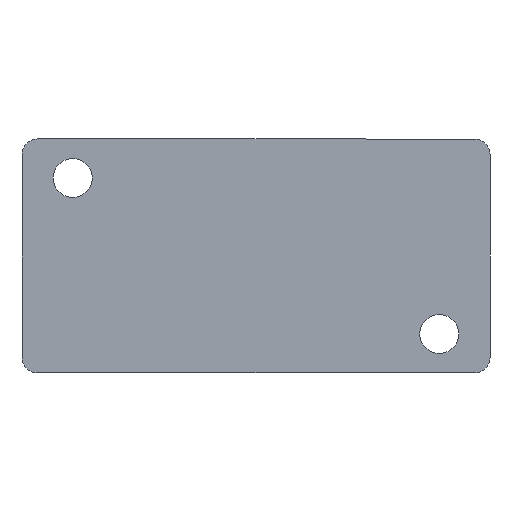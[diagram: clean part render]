
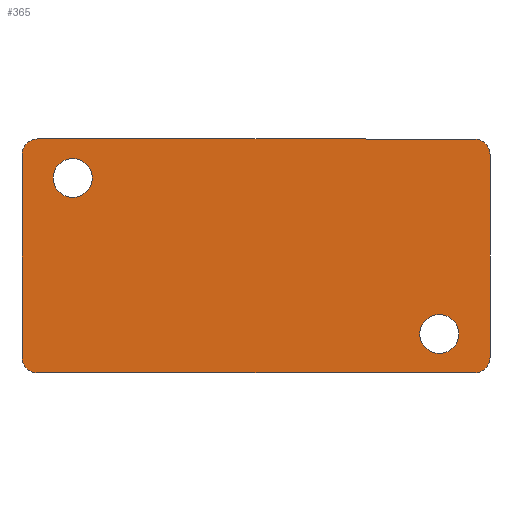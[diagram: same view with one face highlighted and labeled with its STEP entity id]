
A CAD part, left-side view. The second image highlights one B-rep face of the part: STEP entity #365.
In plain terms, the highlighted planar face has unit normal (-1, 0, 0).
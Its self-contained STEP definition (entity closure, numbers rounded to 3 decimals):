
#15 = ORIENTED_EDGE ( 'NONE', *, *, #98, .T. ) ;
#20 = DIRECTION ( 'NONE',  ( 1., 0., 0. ) ) ;
#26 = AXIS2_PLACEMENT_3D ( 'NONE', #558, #515, #92 ) ;
#27 = CARTESIAN_POINT ( 'NONE',  ( 0., -28., -13. ) ) ;
#29 = AXIS2_PLACEMENT_3D ( 'NONE', #73, #465, #182 ) ;
#39 = VERTEX_POINT ( 'NONE', #123 ) ;
#41 = DIRECTION ( 'NONE',  ( 1., 0., 0. ) ) ;
#55 = CIRCLE ( 'NONE', #461, 2. ) ;
#56 = CARTESIAN_POINT ( 'NONE',  ( 0., -30., -13. ) ) ;
#58 = CARTESIAN_POINT ( 'NONE',  ( 0., -23.5, -12.5 ) ) ;
#73 = CARTESIAN_POINT ( 'NONE',  ( 0., -28., 13. ) ) ;
#79 = ORIENTED_EDGE ( 'NONE', *, *, #90, .F. ) ;
#83 = EDGE_LOOP ( 'NONE', ( #254, #120, #319, #348, #416, #79, #373, #519 ) ) ;
#87 = AXIS2_PLACEMENT_3D ( 'NONE', #358, #579, #102 ) ;
#90 = EDGE_CURVE ( 'NONE', #246, #367, #183, .T. ) ;
#92 = DIRECTION ( 'NONE',  ( 0., 0., -1. ) ) ;
#98 = EDGE_CURVE ( 'NONE', #194, #174, #203, .T. ) ;
#102 = DIRECTION ( 'NONE',  ( 0., 0., -1. ) ) ;
#108 = ORIENTED_EDGE ( 'NONE', *, *, #380, .T. ) ;
#120 = ORIENTED_EDGE ( 'NONE', *, *, #487, .F. ) ;
#123 = CARTESIAN_POINT ( 'NONE',  ( 0., 23.5, 12.5 ) ) ;
#124 = VECTOR ( 'NONE', #475, 1000. ) ;
#129 = CARTESIAN_POINT ( 'NONE',  ( 0., -30., 13. ) ) ;
#130 = EDGE_LOOP ( 'NONE', ( #108, #262 ) ) ;
#143 = CARTESIAN_POINT ( 'NONE',  ( 0., 28., -15. ) ) ;
#149 = DIRECTION ( 'NONE',  ( 1., 0., 0. ) ) ;
#150 = EDGE_CURVE ( 'NONE', #581, #405, #333, .T. ) ;
#152 = CARTESIAN_POINT ( 'NONE',  ( 0., 28., -15. ) ) ;
#164 = LINE ( 'NONE', #467, #260 ) ;
#166 = VERTEX_POINT ( 'NONE', #56 ) ;
#167 = AXIS2_PLACEMENT_3D ( 'NONE', #306, #41, #410 ) ;
#173 = CARTESIAN_POINT ( 'NONE',  ( 0., 30., 13. ) ) ;
#174 = VERTEX_POINT ( 'NONE', #58 ) ;
#177 = CARTESIAN_POINT ( 'NONE',  ( 0., 28., -13. ) ) ;
#182 = DIRECTION ( 'NONE',  ( 0., 0., -1. ) ) ;
#183 = LINE ( 'NONE', #143, #124 ) ;
#192 = CIRCLE ( 'NONE', #437, 2. ) ;
#194 = VERTEX_POINT ( 'NONE', #375 ) ;
#197 = EDGE_CURVE ( 'NONE', #407, #39, #582, .T. ) ;
#201 = FACE_OUTER_BOUND ( 'NONE', #83, .T. ) ;
#203 = CIRCLE ( 'NONE', #549, 2.5 ) ;
#204 = FACE_BOUND ( 'NONE', #492, .T. ) ;
#209 = AXIS2_PLACEMENT_3D ( 'NONE', #337, #533, #295 ) ;
#219 = DIRECTION ( 'NONE',  ( 0., 0., -1. ) ) ;
#225 = EDGE_CURVE ( 'NONE', #405, #297, #55, .T. ) ;
#239 = CARTESIAN_POINT ( 'NONE',  ( 0., 28., 15. ) ) ;
#246 = VERTEX_POINT ( 'NONE', #355 ) ;
#254 = ORIENTED_EDGE ( 'NONE', *, *, #386, .F. ) ;
#260 = VECTOR ( 'NONE', #219, 1000. ) ;
#262 = ORIENTED_EDGE ( 'NONE', *, *, #197, .T. ) ;
#277 = CIRCLE ( 'NONE', #167, 2.5 ) ;
#279 = CARTESIAN_POINT ( 'NONE',  ( 0., 30., 13. ) ) ;
#289 = DIRECTION ( 'NONE',  ( 0., 0., -1. ) ) ;
#295 = DIRECTION ( 'NONE',  ( 0., 0., -1. ) ) ;
#297 = VERTEX_POINT ( 'NONE', #239 ) ;
#306 = CARTESIAN_POINT ( 'NONE',  ( 0., 23.5, 10. ) ) ;
#318 = VECTOR ( 'NONE', #474, 1000. ) ;
#319 = ORIENTED_EDGE ( 'NONE', *, *, #225, .F. ) ;
#322 = LINE ( 'NONE', #510, #318 ) ;
#333 = LINE ( 'NONE', #279, #580 ) ;
#337 = CARTESIAN_POINT ( 'NONE',  ( 0., -23.5, -10. ) ) ;
#348 = ORIENTED_EDGE ( 'NONE', *, *, #150, .F. ) ;
#350 = DIRECTION ( 'NONE',  ( 0., 0., -1. ) ) ;
#351 = EDGE_CURVE ( 'NONE', #166, #246, #192, .T. ) ;
#355 = CARTESIAN_POINT ( 'NONE',  ( 0., -28., -15. ) ) ;
#358 = CARTESIAN_POINT ( 'NONE',  ( 0., 0., 0. ) ) ;
#365 = ADVANCED_FACE ( 'NONE', ( #201, #400, #204 ), #393, .F. ) ;
#367 = VERTEX_POINT ( 'NONE', #152 ) ;
#373 = ORIENTED_EDGE ( 'NONE', *, *, #351, .F. ) ;
#375 = CARTESIAN_POINT ( 'NONE',  ( 0., -23.5, -7.5 ) ) ;
#380 = EDGE_CURVE ( 'NONE', #39, #407, #277, .T. ) ;
#382 = DIRECTION ( 'NONE',  ( 0., 0., 1. ) ) ;
#384 = CARTESIAN_POINT ( 'NONE',  ( 0., -23.5, -10. ) ) ;
#386 = EDGE_CURVE ( 'NONE', #569, #460, #507, .T. ) ;
#393 = PLANE ( 'NONE',  #87 ) ;
#399 = EDGE_CURVE ( 'NONE', #460, #166, #164, .T. ) ;
#400 = FACE_BOUND ( 'NONE', #130, .T. ) ;
#405 = VERTEX_POINT ( 'NONE', #173 ) ;
#407 = VERTEX_POINT ( 'NONE', #469 ) ;
#410 = DIRECTION ( 'NONE',  ( 0., 0., -1. ) ) ;
#416 = ORIENTED_EDGE ( 'NONE', *, *, #523, .F. ) ;
#437 = AXIS2_PLACEMENT_3D ( 'NONE', #27, #20, #350 ) ;
#460 = VERTEX_POINT ( 'NONE', #129 ) ;
#461 = AXIS2_PLACEMENT_3D ( 'NONE', #536, #149, #585 ) ;
#465 = DIRECTION ( 'NONE',  ( 1., 0., 0. ) ) ;
#467 = CARTESIAN_POINT ( 'NONE',  ( 0., -30., 13. ) ) ;
#469 = CARTESIAN_POINT ( 'NONE',  ( 0., 23.5, 7.5 ) ) ;
#474 = DIRECTION ( 'NONE',  ( 0., -1., 0. ) ) ;
#475 = DIRECTION ( 'NONE',  ( 0., 1., 0. ) ) ;
#484 = CARTESIAN_POINT ( 'NONE',  ( 0., -28., 15. ) ) ;
#487 = EDGE_CURVE ( 'NONE', #297, #569, #322, .T. ) ;
#490 = CIRCLE ( 'NONE', #573, 2. ) ;
#492 = EDGE_LOOP ( 'NONE', ( #15, #511 ) ) ;
#507 = CIRCLE ( 'NONE', #29, 2. ) ;
#510 = CARTESIAN_POINT ( 'NONE',  ( 0., 28., 15. ) ) ;
#511 = ORIENTED_EDGE ( 'NONE', *, *, #571, .T. ) ;
#515 = DIRECTION ( 'NONE',  ( 1., 0., 0. ) ) ;
#517 = DIRECTION ( 'NONE',  ( 0., 0., 1. ) ) ;
#519 = ORIENTED_EDGE ( 'NONE', *, *, #399, .F. ) ;
#523 = EDGE_CURVE ( 'NONE', #367, #581, #490, .T. ) ;
#526 = CARTESIAN_POINT ( 'NONE',  ( 0., 30., -13. ) ) ;
#533 = DIRECTION ( 'NONE',  ( 1., 0., 0. ) ) ;
#536 = CARTESIAN_POINT ( 'NONE',  ( 0., 28., 13. ) ) ;
#549 = AXIS2_PLACEMENT_3D ( 'NONE', #384, #604, #289 ) ;
#553 = CIRCLE ( 'NONE', #209, 2.5 ) ;
#558 = CARTESIAN_POINT ( 'NONE',  ( 0., 23.5, 10. ) ) ;
#569 = VERTEX_POINT ( 'NONE', #484 ) ;
#571 = EDGE_CURVE ( 'NONE', #174, #194, #553, .T. ) ;
#573 = AXIS2_PLACEMENT_3D ( 'NONE', #177, #605, #517 ) ;
#579 = DIRECTION ( 'NONE',  ( 1., 0., 0. ) ) ;
#580 = VECTOR ( 'NONE', #382, 1000. ) ;
#581 = VERTEX_POINT ( 'NONE', #526 ) ;
#582 = CIRCLE ( 'NONE', #26, 2.5 ) ;
#585 = DIRECTION ( 'NONE',  ( 0., 0., -1. ) ) ;
#604 = DIRECTION ( 'NONE',  ( 1., 0., 0. ) ) ;
#605 = DIRECTION ( 'NONE',  ( 1., 0., 0. ) ) ;
